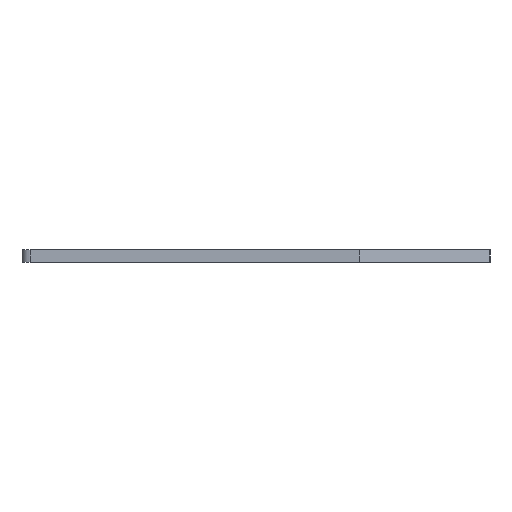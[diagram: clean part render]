
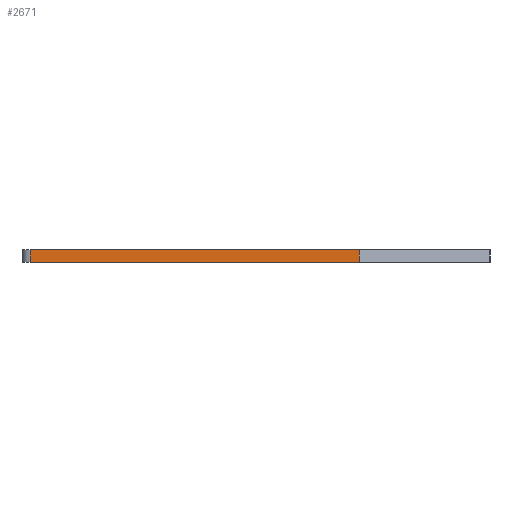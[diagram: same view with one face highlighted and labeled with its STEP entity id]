
A CAD part, left-side view. The second image highlights one B-rep face of the part: STEP entity #2671.
In plain terms, the highlighted planar face has unit normal (-1, 0, 0).
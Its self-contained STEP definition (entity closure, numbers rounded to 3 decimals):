
#56 = FACE_OUTER_BOUND ( 'NONE', #115, .T. ) ;
#115 = EDGE_LOOP ( 'NONE', ( #1845, #719, #2847, #2557 ) ) ;
#253 = PLANE ( 'NONE',  #2631 ) ;
#275 = DIRECTION ( 'NONE',  ( 0., -1., 0. ) ) ;
#287 = VECTOR ( 'NONE', #275, 1000. ) ;
#306 = CARTESIAN_POINT ( 'NONE',  ( -26.303, 46.381, 0. ) ) ;
#314 = LINE ( 'NONE', #1196, #287 ) ;
#409 = LINE ( 'NONE', #1340, #2731 ) ;
#633 = LINE ( 'NONE', #2034, #1881 ) ;
#719 = ORIENTED_EDGE ( 'NONE', *, *, #964, .T. ) ;
#964 = EDGE_CURVE ( 'NONE', #1177, #2960, #409, .T. ) ;
#985 = CARTESIAN_POINT ( 'NONE',  ( -26.303, 44.381, 3. ) ) ;
#1004 = DIRECTION ( 'NONE',  ( 0., -1., 0. ) ) ;
#1059 = EDGE_CURVE ( 'NONE', #2542, #1177, #2411, .T. ) ;
#1175 = EDGE_CURVE ( 'NONE', #2726, #2542, #633, .T. ) ;
#1177 = VERTEX_POINT ( 'NONE', #2457 ) ;
#1196 = CARTESIAN_POINT ( 'NONE',  ( -26.303, 46.381, 3. ) ) ;
#1340 = CARTESIAN_POINT ( 'NONE',  ( -26.303, -36.456, 3. ) ) ;
#1367 = CARTESIAN_POINT ( 'NONE',  ( -26.303, 44.381, 0. ) ) ;
#1412 = EDGE_CURVE ( 'NONE', #2726, #2960, #314, .T. ) ;
#1845 = ORIENTED_EDGE ( 'NONE', *, *, #1059, .T. ) ;
#1881 = VECTOR ( 'NONE', #2985, 1000. ) ;
#2034 = CARTESIAN_POINT ( 'NONE',  ( -26.303, 44.381, 3. ) ) ;
#2279 = DIRECTION ( 'NONE',  ( 0., 0., 1. ) ) ;
#2369 = CARTESIAN_POINT ( 'NONE',  ( -26.303, 46.381, 3. ) ) ;
#2411 = LINE ( 'NONE', #306, #3022 ) ;
#2457 = CARTESIAN_POINT ( 'NONE',  ( -26.303, -36.456, 0. ) ) ;
#2542 = VERTEX_POINT ( 'NONE', #1367 ) ;
#2557 = ORIENTED_EDGE ( 'NONE', *, *, #1175, .T. ) ;
#2567 = DIRECTION ( 'NONE',  ( 1., 0., 0. ) ) ;
#2624 = DIRECTION ( 'NONE',  ( 0., 1., 0. ) ) ;
#2631 = AXIS2_PLACEMENT_3D ( 'NONE', #2369, #2567, #2624 ) ;
#2671 = ADVANCED_FACE ( 'NONE', ( #56 ), #253, .F. ) ;
#2726 = VERTEX_POINT ( 'NONE', #985 ) ;
#2731 = VECTOR ( 'NONE', #2279, 1000. ) ;
#2847 = ORIENTED_EDGE ( 'NONE', *, *, #1412, .F. ) ;
#2960 = VERTEX_POINT ( 'NONE', #3037 ) ;
#2985 = DIRECTION ( 'NONE',  ( 0., 0., -1. ) ) ;
#3022 = VECTOR ( 'NONE', #1004, 1000. ) ;
#3037 = CARTESIAN_POINT ( 'NONE',  ( -26.303, -36.456, 3. ) ) ;
